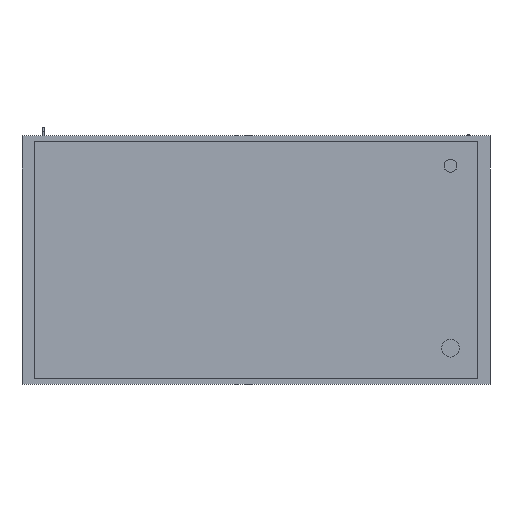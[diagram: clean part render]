
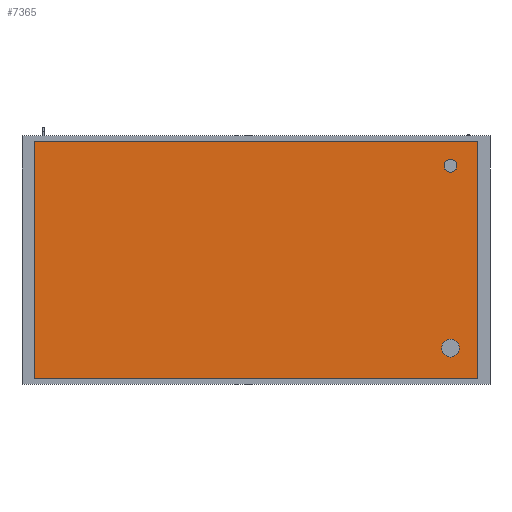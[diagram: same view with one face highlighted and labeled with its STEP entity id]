
A CAD part, front view. The second image highlights one B-rep face of the part: STEP entity #7365.
In plain terms, the highlighted planar face has unit normal (0, -1, 0).
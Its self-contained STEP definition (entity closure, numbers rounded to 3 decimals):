
#112=FACE_BOUND('',#960,.T.);
#113=FACE_BOUND('',#961,.T.);
#133=PLANE('',#7891);
#505=FACE_OUTER_BOUND('',#959,.T.);
#959=EDGE_LOOP('',(#5196,#5197,#5198,#5199));
#960=EDGE_LOOP('',(#5200));
#961=EDGE_LOOP('',(#5201));
#1421=LINE('',#10682,#2316);
#1425=LINE('',#10690,#2320);
#1428=LINE('',#10696,#2323);
#1431=LINE('',#10701,#2326);
#2316=VECTOR('',#8540,10.);
#2320=VECTOR('',#8546,10.);
#2323=VECTOR('',#8551,10.);
#2326=VECTOR('',#8556,10.);
#3198=CIRCLE('',#7875,20.);
#3200=CIRCLE('',#7879,27.5);
#3368=VERTEX_POINT('',#10643);
#3370=VERTEX_POINT('',#10650);
#3379=VERTEX_POINT('',#10680);
#3380=VERTEX_POINT('',#10681);
#3383=VERTEX_POINT('',#10689);
#3385=VERTEX_POINT('',#10695);
#4079=EDGE_CURVE('',#3368,#3368,#3198,.T.);
#4082=EDGE_CURVE('',#3370,#3370,#3200,.T.);
#4095=EDGE_CURVE('',#3379,#3380,#1421,.T.);
#4099=EDGE_CURVE('',#3383,#3379,#1425,.T.);
#4102=EDGE_CURVE('',#3385,#3383,#1428,.T.);
#4105=EDGE_CURVE('',#3380,#3385,#1431,.T.);
#5196=ORIENTED_EDGE('',*,*,#4105,.F.);
#5197=ORIENTED_EDGE('',*,*,#4095,.F.);
#5198=ORIENTED_EDGE('',*,*,#4099,.F.);
#5199=ORIENTED_EDGE('',*,*,#4102,.F.);
#5200=ORIENTED_EDGE('',*,*,#4079,.T.);
#5201=ORIENTED_EDGE('',*,*,#4082,.T.);
#7365=ADVANCED_FACE('',(#505,#112,#113),#133,.F.);
#7875=AXIS2_PLACEMENT_3D('',#10645,#8503,#8504);
#7879=AXIS2_PLACEMENT_3D('',#10652,#8512,#8513);
#7891=AXIS2_PLACEMENT_3D('',#10704,#8560,#8561);
#8503=DIRECTION('center_axis',(0.,1.,0.));
#8504=DIRECTION('ref_axis',(1.,0.,0.));
#8512=DIRECTION('center_axis',(0.,1.,0.));
#8513=DIRECTION('ref_axis',(1.,0.,0.));
#8540=DIRECTION('',(0.,0.,1.));
#8546=DIRECTION('',(-1.,0.,0.));
#8551=DIRECTION('',(0.,0.,-1.));
#8556=DIRECTION('',(1.,0.,0.));
#8560=DIRECTION('center_axis',(0.,1.,0.));
#8561=DIRECTION('ref_axis',(0.,0.,1.));
#10643=CARTESIAN_POINT('',(582.5,0.,292.5));
#10645=CARTESIAN_POINT('Origin',(602.5,0.,292.5));
#10650=CARTESIAN_POINT('',(575.,0.,-272.5));
#10652=CARTESIAN_POINT('Origin',(602.5,0.,-272.5));
#10680=CARTESIAN_POINT('',(-687.5,0.,-367.5));
#10681=CARTESIAN_POINT('',(-687.5,0.,367.5));
#10682=CARTESIAN_POINT('',(-687.5,0.,-367.5));
#10689=CARTESIAN_POINT('',(687.5,0.,-367.5));
#10690=CARTESIAN_POINT('',(687.5,0.,-367.5));
#10695=CARTESIAN_POINT('',(687.5,0.,367.5));
#10696=CARTESIAN_POINT('',(687.5,0.,367.5));
#10701=CARTESIAN_POINT('',(-687.5,0.,367.5));
#10704=CARTESIAN_POINT('Origin',(0.,0.,0.));
